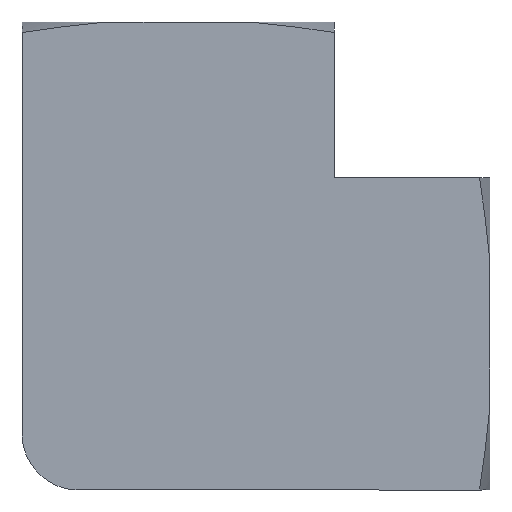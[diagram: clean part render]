
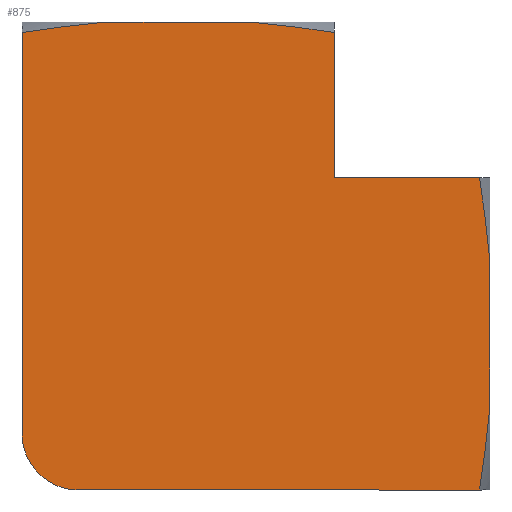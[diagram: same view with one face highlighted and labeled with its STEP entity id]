
A CAD part, front view. The second image highlights one B-rep face of the part: STEP entity #875.
In plain terms, the highlighted planar face has unit normal (0, -1, 0).
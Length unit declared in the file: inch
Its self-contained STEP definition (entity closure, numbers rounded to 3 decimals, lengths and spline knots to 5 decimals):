
#1 = VERTEX_POINT ( 'NONE', #141 ) ;
#9 = CARTESIAN_POINT ( 'NONE',  ( -0.2775, -0.2775, 0.5545 ) ) ;
#32 = CARTESIAN_POINT ( 'NONE',  ( 0.55004, -0.2775, -0.17712 ) ) ;
#35 = ORIENTED_EDGE ( 'NONE', *, *, #960, .T. ) ;
#47 = AXIS2_PLACEMENT_3D ( 'NONE', #833, #69, #663 ) ;
#69 = DIRECTION ( 'NONE',  ( 0., 1., 0. ) ) ;
#84 = LINE ( 'NONE', #9, #92 ) ;
#89 = CARTESIAN_POINT ( 'NONE',  ( -0.2775, -0.2775, -0.2775 ) ) ;
#92 = VECTOR ( 'NONE', #1000, 39.37008 ) ;
#103 = CARTESIAN_POINT ( 'NONE',  ( -0.17713, -0.2775, 0.55004 ) ) ;
#113 = EDGE_CURVE ( 'NONE', #258, #388, #175, .T. ) ;
#114 = VERTEX_POINT ( 'NONE', #564 ) ;
#116 = EDGE_LOOP ( 'NONE', ( #437, #310, #830, #35, #348, #530, #966, #984, #518, #969, #245 ) ) ;
#118 = CIRCLE ( 'NONE', #878, 0.1 ) ;
#138 = CARTESIAN_POINT ( 'NONE',  ( -0.2775, -0.2775, 0.53591 ) ) ;
#141 = CARTESIAN_POINT ( 'NONE',  ( -0.2775, -0.2775, -0.1775 ) ) ;
#147 = CARTESIAN_POINT ( 'NONE',  ( 0.2775, -0.2775, 0.5545 ) ) ;
#149 = VECTOR ( 'NONE', #682, 39.37008 ) ;
#155 = B_SPLINE_CURVE_WITH_KNOTS ( 'NONE', 3,
 ( #427, #910, #514, #1060 ),
 .UNSPECIFIED., .F., .F.,
 ( 4, 4 ),
 ( 0.02086, 0.02472 ),
 .UNSPECIFIED. ) ;
#175 = B_SPLINE_CURVE_WITH_KNOTS ( 'NONE', 3,
 ( #671, #731, #841, #665 ),
 .UNSPECIFIED., .F., .F.,
 ( 4, 4 ),
 ( 0.01603, 0.01989 ),
 .UNSPECIFIED. ) ;
#197 = CARTESIAN_POINT ( 'NONE',  ( -0.22739, -0.2775, 0.54345 ) ) ;
#198 = CARTESIAN_POINT ( 'NONE',  ( 0.2775, -0.2775, 0.2775 ) ) ;
#231 = CARTESIAN_POINT ( 'NONE',  ( 0.2775, -0.2775, 0.2775 ) ) ;
#235 = EDGE_CURVE ( 'NONE', #268, #519, #589, .T. ) ;
#242 = CARTESIAN_POINT ( 'NONE',  ( 0.5545, -0.2775, -0.2775 ) ) ;
#245 = ORIENTED_EDGE ( 'NONE', *, *, #575, .T. ) ;
#258 = VERTEX_POINT ( 'NONE', #482 ) ;
#268 = VERTEX_POINT ( 'NONE', #231 ) ;
#275 = CARTESIAN_POINT ( 'NONE',  ( -0.2775, -0.2775, 0.53591 ) ) ;
#285 = EDGE_CURVE ( 'NONE', #1, #540, #599, .T. ) ;
#290 = VERTEX_POINT ( 'NONE', #855 ) ;
#295 = DIRECTION ( 'NONE',  ( 0., 0., -1. ) ) ;
#310 = ORIENTED_EDGE ( 'NONE', *, *, #704, .T. ) ;
#322 = DIRECTION ( 'NONE',  ( -1., 0., 0. ) ) ;
#343 = EDGE_CURVE ( 'NONE', #817, #540, #454, .T. ) ;
#348 = ORIENTED_EDGE ( 'NONE', *, *, #235, .F. ) ;
#365 = DIRECTION ( 'NONE',  ( 1., 0., 0. ) ) ;
#388 = VERTEX_POINT ( 'NONE', #794 ) ;
#427 = CARTESIAN_POINT ( 'NONE',  ( 0.5545, -0.2775, 0.12657 ) ) ;
#437 = ORIENTED_EDGE ( 'NONE', *, *, #871, .F. ) ;
#454 = B_SPLINE_CURVE_WITH_KNOTS ( 'NONE', 3,
 ( #789, #103, #197, #275 ),
 .UNSPECIFIED., .F., .F.,
 ( 4, 4 ),
 ( 0.02628, 0.03013 ),
 .UNSPECIFIED. ) ;
#456 = VERTEX_POINT ( 'NONE', #464 ) ;
#464 = CARTESIAN_POINT ( 'NONE',  ( 0.53591, -0.2775, -0.2775 ) ) ;
#482 = CARTESIAN_POINT ( 'NONE',  ( 0.2775, -0.2775, 0.53591 ) ) ;
#484 = CARTESIAN_POINT ( 'NONE',  ( -0.1775, -0.2775, -0.1775 ) ) ;
#501 = PLANE ( 'NONE',  #47 ) ;
#514 = CARTESIAN_POINT ( 'NONE',  ( 0.54344, -0.2775, 0.22739 ) ) ;
#518 = ORIENTED_EDGE ( 'NONE', *, *, #343, .T. ) ;
#519 = VERTEX_POINT ( 'NONE', #885 ) ;
#530 = ORIENTED_EDGE ( 'NONE', *, *, #823, .F. ) ;
#540 = VERTEX_POINT ( 'NONE', #138 ) ;
#564 = CARTESIAN_POINT ( 'NONE',  ( 0.5545, -0.2775, 0.12657 ) ) ;
#567 = DIRECTION ( 'NONE',  ( 0., 0., 1. ) ) ;
#570 = DIRECTION ( 'NONE',  ( 0., 0., -1. ) ) ;
#575 = EDGE_CURVE ( 'NONE', #1, #977, #118, .T. ) ;
#579 = VECTOR ( 'NONE', #365, 39.37008 ) ;
#589 = LINE ( 'NONE', #198, #579 ) ;
#599 = LINE ( 'NONE', #89, #149 ) ;
#607 = FACE_OUTER_BOUND ( 'NONE', #116, .T. ) ;
#634 = CARTESIAN_POINT ( 'NONE',  ( 0.5545, -0.2775, -0.12657 ) ) ;
#654 = CARTESIAN_POINT ( 'NONE',  ( -0.12657, -0.2775, 0.5545 ) ) ;
#663 = DIRECTION ( 'NONE',  ( 0., 0., 1. ) ) ;
#665 = CARTESIAN_POINT ( 'NONE',  ( 0.12657, -0.2775, 0.5545 ) ) ;
#671 = CARTESIAN_POINT ( 'NONE',  ( 0.2775, -0.2775, 0.53591 ) ) ;
#674 = VECTOR ( 'NONE', #322, 39.37008 ) ;
#682 = DIRECTION ( 'NONE',  ( 0., 0., 1. ) ) ;
#704 = EDGE_CURVE ( 'NONE', #456, #290, #981, .T. ) ;
#721 = EDGE_CURVE ( 'NONE', #114, #290, #1058, .T. ) ;
#731 = CARTESIAN_POINT ( 'NONE',  ( 0.22739, -0.2775, 0.54344 ) ) ;
#751 = LINE ( 'NONE', #242, #674 ) ;
#774 = VECTOR ( 'NONE', #570, 39.37008 ) ;
#789 = CARTESIAN_POINT ( 'NONE',  ( -0.12657, -0.2775, 0.5545 ) ) ;
#794 = CARTESIAN_POINT ( 'NONE',  ( 0.12657, -0.2775, 0.5545 ) ) ;
#806 = CARTESIAN_POINT ( 'NONE',  ( 0.5545, -0.2775, 0.2775 ) ) ;
#807 = LINE ( 'NONE', #147, #774 ) ;
#817 = VERTEX_POINT ( 'NONE', #654 ) ;
#823 = EDGE_CURVE ( 'NONE', #258, #268, #807, .T. ) ;
#830 = ORIENTED_EDGE ( 'NONE', *, *, #721, .F. ) ;
#833 = CARTESIAN_POINT ( 'NONE',  ( -0.2775, -0.2775, -0.2775 ) ) ;
#835 = CARTESIAN_POINT ( 'NONE',  ( 0.54345, -0.2775, -0.22738 ) ) ;
#841 = CARTESIAN_POINT ( 'NONE',  ( 0.17715, -0.2775, 0.55004 ) ) ;
#855 = CARTESIAN_POINT ( 'NONE',  ( 0.5545, -0.2775, -0.12657 ) ) ;
#871 = EDGE_CURVE ( 'NONE', #456, #977, #751, .T. ) ;
#875 = ADVANCED_FACE ( 'NONE', ( #607 ), #501, .F. ) ;
#878 = AXIS2_PLACEMENT_3D ( 'NONE', #484, #1037, #567 ) ;
#885 = CARTESIAN_POINT ( 'NONE',  ( 0.53591, -0.2775, 0.2775 ) ) ;
#902 = CARTESIAN_POINT ( 'NONE',  ( 0.53591, -0.2775, -0.2775 ) ) ;
#910 = CARTESIAN_POINT ( 'NONE',  ( 0.55004, -0.2775, 0.17714 ) ) ;
#960 = EDGE_CURVE ( 'NONE', #114, #519, #155, .T. ) ;
#966 = ORIENTED_EDGE ( 'NONE', *, *, #113, .T. ) ;
#969 = ORIENTED_EDGE ( 'NONE', *, *, #285, .F. ) ;
#977 = VERTEX_POINT ( 'NONE', #985 ) ;
#981 = B_SPLINE_CURVE_WITH_KNOTS ( 'NONE', 3,
 ( #902, #835, #32, #634 ),
 .UNSPECIFIED., .F., .F.,
 ( 4, 4 ),
 ( 0.0106, 0.01446 ),
 .UNSPECIFIED. ) ;
#984 = ORIENTED_EDGE ( 'NONE', *, *, #1025, .F. ) ;
#985 = CARTESIAN_POINT ( 'NONE',  ( -0.1775, -0.2775, -0.2775 ) ) ;
#1000 = DIRECTION ( 'NONE',  ( 1., 0., 0. ) ) ;
#1025 = EDGE_CURVE ( 'NONE', #817, #388, #84, .T. ) ;
#1036 = VECTOR ( 'NONE', #295, 39.37008 ) ;
#1037 = DIRECTION ( 'NONE',  ( 0., -1., 0. ) ) ;
#1058 = LINE ( 'NONE', #806, #1036 ) ;
#1060 = CARTESIAN_POINT ( 'NONE',  ( 0.53591, -0.2775, 0.2775 ) ) ;
